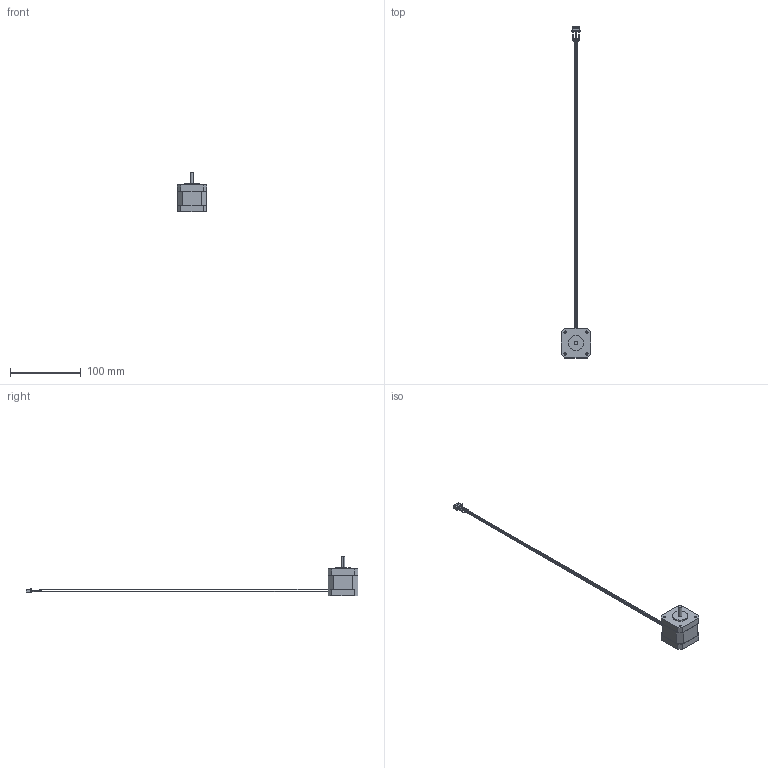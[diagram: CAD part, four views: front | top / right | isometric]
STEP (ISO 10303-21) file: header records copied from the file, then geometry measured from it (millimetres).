
FILE_DESCRIPTION (( 'STEP AP214' ), '1' );
FILE_NAME ('1741-01.STEP', '2014-11-03T13:35:56', ( '' ), ( '' ), 'SwSTEP 2.0', 'SolidWorks 2014', '' );
FILE_SCHEMA (( 'AUTOMOTIVE_DESIGN' ));
Length unit declared in the file: millimetre
Products named in the file (1): 1741-01
Bounding box: 42.3 x 469.8 x 56 mm (x, y, z)
Volume: 67027.6 mm3; surface area: 15769.2 mm2
Topology: 2 solids, 2 shells, 182 faces, 454 edges, 294 vertices
Faces by surface type: plane 134, cylinder 32, torus 16
Entity records: 6547 total; most frequent: CARTESIAN_POINT 931, DIRECTION 910, ORIENTED_EDGE 908, EDGE_CURVE 454, VECTOR 364, LINE 364, VERTEX_POINT 294, AXIS2_PLACEMENT_3D 273
